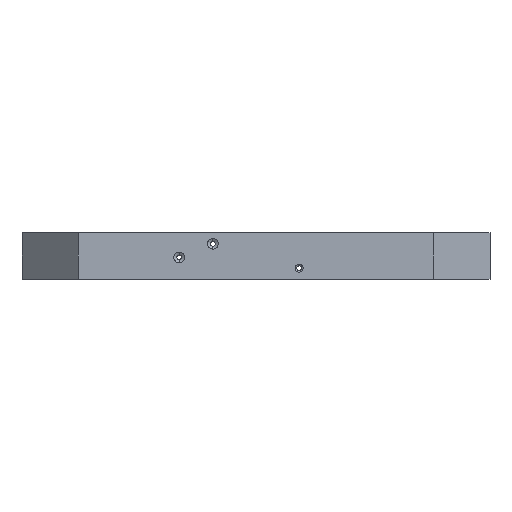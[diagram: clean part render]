
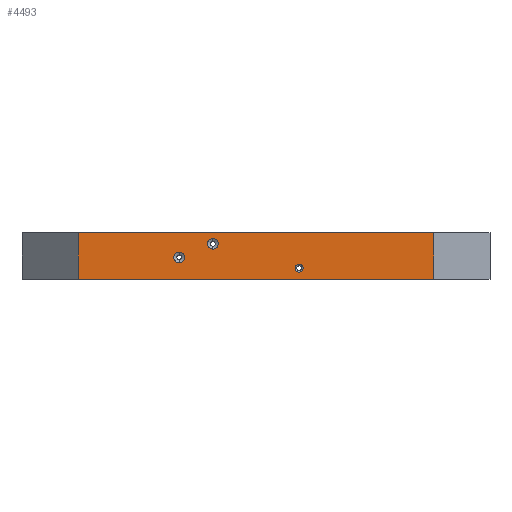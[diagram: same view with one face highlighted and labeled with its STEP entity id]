
A CAD part, front view. The second image highlights one B-rep face of the part: STEP entity #4493.
In plain terms, the highlighted planar face has unit normal (0, -1, 0).
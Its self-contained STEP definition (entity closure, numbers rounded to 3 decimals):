
#1828=CARTESIAN_POINT('POINT125',(46.,-250.,16.3));
#1829=VERTEX_POINT('VERTEX125',#1828);
#1836=CARTESIAN_POINT('POINT126',(46.,-250.,
   7.7));
#1837=VERTEX_POINT('VERTEX126',#1836);
#1838=CARTESIAN_POINT('POS184',(46.,-250.,12.
   ));
#1839=DIRECTION('DIR304',(0.,1.,0.));
#1840=DIRECTION('DIR305',(0.,0.,1.));
#1841=AXIS2_PLACEMENT_3D('AXIS121',#1838,#1839,#1840);
#1842=CIRCLE('ELLIPSE72',#1841,4.3);
#1843=EDGE_CURVE('EDGE193',#1837,#1829,#1842,.T.);
#1863=EDGE_CURVE('EDGE195',#1829,#1837,#1842,.T.);
#1868=CARTESIAN_POINT('POINT127',(-46.,-250.,
   43.725));
#1869=VERTEX_POINT('VERTEX127',#1868);
#1876=CARTESIAN_POINT('POINT128',(-46.,-250.,32.275));
#1877=VERTEX_POINT('VERTEX128',#1876);
#1878=CARTESIAN_POINT('POS188',(-46.,-250.,38.));
#1879=DIRECTION('DIR310',(0.,1.,0.));
#1880=DIRECTION('DIR311',(0.,0.,1.));
#1881=AXIS2_PLACEMENT_3D('AXIS123',#1878,#1879,#1880);
#1882=CIRCLE('ELLIPSE73',#1881,5.725);
#1883=EDGE_CURVE('EDGE197',#1877,#1869,#1882,.T.);
#1903=EDGE_CURVE('EDGE199',#1869,#1877,#1882,.T.);
#1908=CARTESIAN_POINT('POINT129',(-82.,-250.,
   29.225));
#1909=VERTEX_POINT('VERTEX129',#1908);
#1916=CARTESIAN_POINT('POINT130',(-82.,-250.,
   17.775));
#1917=VERTEX_POINT('VERTEX130',#1916);
#1918=CARTESIAN_POINT('POS192',(-82.,-250.,
   23.5));
#1919=DIRECTION('DIR316',(0.,1.,0.));
#1920=DIRECTION('DIR317',(0.,0.,1.));
#1921=AXIS2_PLACEMENT_3D('AXIS125',#1918,#1919,#1920);
#1922=CIRCLE('ELLIPSE74',#1921,5.725);
#1923=EDGE_CURVE('EDGE201',#1917,#1909,#1922,.T.);
#1943=EDGE_CURVE('EDGE203',#1909,#1917,#1922,.T.);
#4420=CARTESIAN_POINT('POINT255',(-190.,-250.,
   0.));
#4421=VERTEX_POINT('VERTEX255',#4420);
#4428=CARTESIAN_POINT('POINT256',(-190.,-250.,50.));
#4429=VERTEX_POINT('VERTEX256',#4428);
#4430=CARTESIAN_POINT('POS388',(-190.,-250.,50.));
#4431=DIRECTION('DIR614',(0.,0.,-1.));
#4432=VECTOR('VEC162',#4431,1.);
#4433=LINE('STRAIGHT162',#4430,#4432);
#4434=EDGE_CURVE('EDGE416',#4429,#4421,#4433,.T.);
#4451=ORIENTED_EDGE('COEDGE713',*,*,#1943,.T.);
#4452=ORIENTED_EDGE('COEDGE714',*,*,#1923,.T.);
#4453=EDGE_LOOP('NONE',(#4451,#4452));
#4454=FACE_BOUND('LOOP1',#4453,.T.);
#4455=ORIENTED_EDGE('COEDGE715',*,*,#1903,.T.);
#4456=ORIENTED_EDGE('COEDGE716',*,*,#1883,.T.);
#4457=EDGE_LOOP('NONE',(#4455,#4456));
#4458=FACE_BOUND('LOOP1',#4457,.T.);
#4459=ORIENTED_EDGE('COEDGE717',*,*,#1863,.T.);
#4460=ORIENTED_EDGE('COEDGE718',*,*,#1843,.T.);
#4461=EDGE_LOOP('NONE',(#4459,#4460));
#4462=FACE_BOUND('LOOP1',#4461,.T.);
#4463=CARTESIAN_POINT('POINT257',(190.,-250.,
   0.));
#4464=VERTEX_POINT('VERTEX257',#4463);
#4465=CARTESIAN_POINT('POS391',(-190.,-250.,0.
   ));
#4466=DIRECTION('DIR618',(1.,0.,0.));
#4467=VECTOR('VEC164',#4466,1.);
#4468=LINE('STRAIGHT164',#4465,#4467);
#4469=EDGE_CURVE('EDGE418',#4421,#4464,#4468,.T.);
#4470=ORIENTED_EDGE('COEDGE719',*,*,#4469,.T.);
#4471=CARTESIAN_POINT('POINT258',(190.,-250.,50.));
#4472=VERTEX_POINT('VERTEX258',#4471);
#4473=CARTESIAN_POINT('POS392',(190.,-250.,50.));
#4474=DIRECTION('DIR619',(0.,0.,-1.));
#4475=VECTOR('VEC165',#4474,1.);
#4476=LINE('STRAIGHT165',#4473,#4475);
#4477=EDGE_CURVE('EDGE419',#4472,#4464,#4476,.T.);
#4478=ORIENTED_EDGE('COEDGE720',*,*,#4477,.F.);
#4479=CARTESIAN_POINT('POS393',(-190.,-250.,50.));
#4480=DIRECTION('DIR620',(1.,0.,0.));
#4481=VECTOR('VEC166',#4480,1.);
#4482=LINE('STRAIGHT166',#4479,#4481);
#4483=EDGE_CURVE('EDGE420',#4429,#4472,#4482,.T.);
#4484=ORIENTED_EDGE('COEDGE721',*,*,#4483,.F.);
#4485=ORIENTED_EDGE('COEDGE722',*,*,#4434,.T.);
#4486=EDGE_LOOP('NONE',(#4470,#4478,#4484,#4485));
#4487=FACE_BOUND('LOOP1',#4486,.T.);
#4488=CARTESIAN_POINT('POS394',(-190.,-250.,50.));
#4489=DIRECTION('DIR621',(0.,-1.,0.));
#4490=DIRECTION('DIR622',(1.,0.,0.));
#4491=AXIS2_PLACEMENT_3D('AXIS228',#4488,#4489,#4490);
#4492=PLANE('PLANE37',#4491);
#4493=ADVANCED_FACE('FACE187',(#4454,#4458,#4462,#4487),#4492,.T.);
